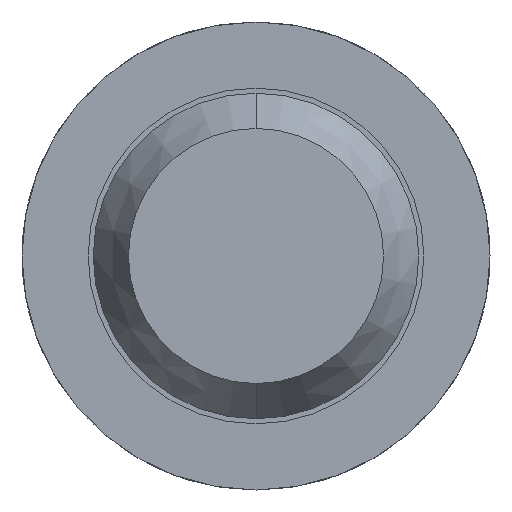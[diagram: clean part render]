
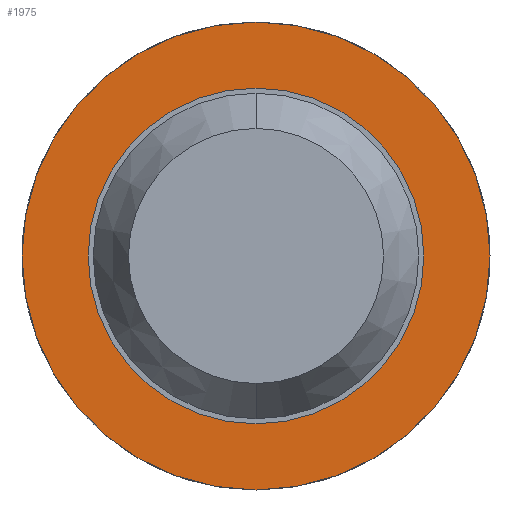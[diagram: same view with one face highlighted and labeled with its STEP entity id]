
A CAD part, front view. The second image highlights one B-rep face of the part: STEP entity #1975.
In plain terms, the highlighted planar face has unit normal (0, -1, 0).
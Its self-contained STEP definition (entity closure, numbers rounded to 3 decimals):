
#94 = CARTESIAN_POINT ( 'NONE',  ( 0., -1.7, 0. ) ) ;
#164 = DIRECTION ( 'NONE',  ( 0., 1., 0. ) ) ;
#422 = DIRECTION ( 'NONE',  ( 0., 1., 0. ) ) ;
#464 = AXIS2_PLACEMENT_3D ( 'NONE', #94, #422, #1981 ) ;
#529 = EDGE_LOOP ( 'NONE', ( #3065, #900 ) ) ;
#535 = DIRECTION ( 'NONE',  ( 0., 1., 0. ) ) ;
#541 = VERTEX_POINT ( 'NONE', #1454 ) ;
#685 = CIRCLE ( 'NONE', #464, 1.15 ) ;
#828 = FACE_OUTER_BOUND ( 'NONE', #529, .T. ) ;
#900 = ORIENTED_EDGE ( 'NONE', *, *, #1040, .F. ) ;
#959 = EDGE_CURVE ( 'Defeature ausgef�hrt1_7+Defeature ausgef�hrt1_6+Defeature ausgef�hrt1_6+Defeature ausgef�hrt1_6', #1124, #3195, #1902, .T. ) ;
#1040 = EDGE_CURVE ( 'Defeature ausgef�hrt1_0+Defeature ausgef�hrt1_7+Defeature ausgef�hrt1_7+Defeature ausgef�hrt1_7', #541, #1730, #685, .T. ) ;
#1045 = DIRECTION ( 'NONE',  ( 0., 1., 0. ) ) ;
#1124 = VERTEX_POINT ( 'NONE', #4021 ) ;
#1169 = PLANE ( 'NONE',  #1844 ) ;
#1298 = AXIS2_PLACEMENT_3D ( 'NONE', #2301, #2624, #2614 ) ;
#1454 = CARTESIAN_POINT ( 'NONE',  ( 0., -1.7, -1.15 ) ) ;
#1462 = CARTESIAN_POINT ( 'NONE',  ( 0.825, -1.7, 0. ) ) ;
#1555 = FACE_BOUND ( 'NONE', #3855, .T. ) ;
#1730 = VERTEX_POINT ( 'NONE', #2505 ) ;
#1751 = AXIS2_PLACEMENT_3D ( 'NONE', #3261, #1045, #1968 ) ;
#1844 = AXIS2_PLACEMENT_3D ( 'NONE', #1462, #535, #3031 ) ;
#1902 = CIRCLE ( 'NONE', #1298, 0.825 ) ;
#1968 = DIRECTION ( 'NONE',  ( 0., 0., 1. ) ) ;
#1975 = ADVANCED_FACE ( 'Defeature ausgef�hrt1_7', ( #828, #1555 ), #1169, .F. ) ;
#1981 = DIRECTION ( 'NONE',  ( 0., 0., 1. ) ) ;
#2029 = CARTESIAN_POINT ( 'NONE',  ( 0., -1.7, 0. ) ) ;
#2301 = CARTESIAN_POINT ( 'NONE',  ( 0., -1.7, 0. ) ) ;
#2505 = CARTESIAN_POINT ( 'NONE',  ( 0., -1.7, 1.15 ) ) ;
#2614 = DIRECTION ( 'NONE',  ( 0., 0., 1. ) ) ;
#2624 = DIRECTION ( 'NONE',  ( 0., 1., 0. ) ) ;
#2696 = ORIENTED_EDGE ( 'NONE', *, *, #3730, .T. ) ;
#2735 = CARTESIAN_POINT ( 'NONE',  ( 0., -1.7, 0.825 ) ) ;
#2894 = ORIENTED_EDGE ( 'NONE', *, *, #959, .T. ) ;
#2963 = EDGE_CURVE ( 'Defeature ausgef�hrt1_0+Defeature ausgef�hrt1_7+Defeature ausgef�hrt1_7+Defeature ausgef�hrt1_7', #1730, #541, #3570, .T. ) ;
#3031 = DIRECTION ( 'NONE',  ( 0., 0., 1. ) ) ;
#3065 = ORIENTED_EDGE ( 'NONE', *, *, #2963, .F. ) ;
#3195 = VERTEX_POINT ( 'NONE', #2735 ) ;
#3261 = CARTESIAN_POINT ( 'NONE',  ( 0., -1.7, 0. ) ) ;
#3365 = CIRCLE ( 'NONE', #4066, 0.825 ) ;
#3570 = CIRCLE ( 'NONE', #1751, 1.15 ) ;
#3638 = DIRECTION ( 'NONE',  ( 0., 0., 1. ) ) ;
#3730 = EDGE_CURVE ( 'Defeature ausgef�hrt1_7+Defeature ausgef�hrt1_6+Defeature ausgef�hrt1_6+Defeature ausgef�hrt1_6', #3195, #1124, #3365, .T. ) ;
#3855 = EDGE_LOOP ( 'NONE', ( #2696, #2894 ) ) ;
#4021 = CARTESIAN_POINT ( 'NONE',  ( 0., -1.7, -0.825 ) ) ;
#4066 = AXIS2_PLACEMENT_3D ( 'NONE', #2029, #164, #3638 ) ;
